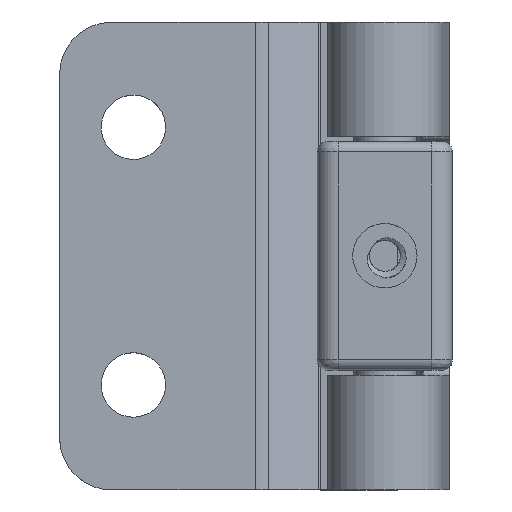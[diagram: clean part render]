
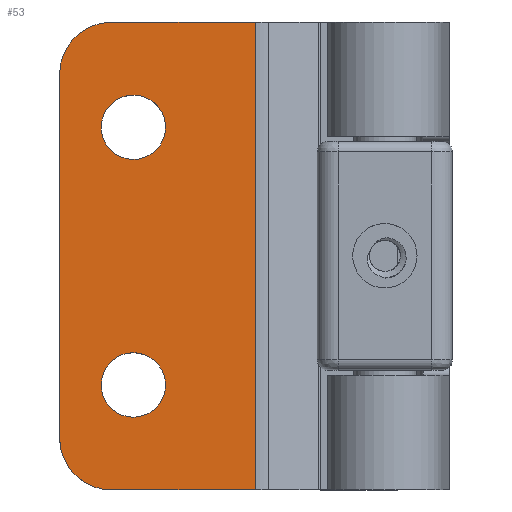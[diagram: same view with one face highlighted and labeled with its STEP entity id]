
A CAD part, top view. The second image highlights one B-rep face of the part: STEP entity #53.
In plain terms, the highlighted planar face has unit normal (0, 0, 1).
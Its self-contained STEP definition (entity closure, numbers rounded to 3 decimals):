
#40=FACE_BOUND('',#290,.T.);
#41=FACE_BOUND('',#291,.T.);
#53=ADVANCED_FACE('',(#170,#40,#41),#1927,.T.);
#170=FACE_OUTER_BOUND('',#289,.T.);
#289=EDGE_LOOP('',(#438,#439,#440,#441,#442,#443));
#290=EDGE_LOOP('',(#444,#445));
#291=EDGE_LOOP('',(#446,#447));
#438=ORIENTED_EDGE('',*,*,#1011,.F.);
#439=ORIENTED_EDGE('',*,*,#1059,.T.);
#440=ORIENTED_EDGE('',*,*,#1007,.F.);
#441=ORIENTED_EDGE('',*,*,#1057,.T.);
#442=ORIENTED_EDGE('',*,*,#1009,.T.);
#443=ORIENTED_EDGE('',*,*,#1010,.F.);
#444=ORIENTED_EDGE('',*,*,#1088,.T.);
#445=ORIENTED_EDGE('',*,*,#1099,.T.);
#446=ORIENTED_EDGE('',*,*,#1095,.T.);
#447=ORIENTED_EDGE('',*,*,#1102,.T.);
#1007=EDGE_CURVE('',#1702,#1701,#1543,.T.);
#1009=EDGE_CURVE('',#1703,#1709,#1545,.T.);
#1010=EDGE_CURVE('',#1710,#1709,#1546,.T.);
#1011=EDGE_CURVE('',#1704,#1710,#1547,.T.);
#1057=EDGE_CURVE('',#1702,#1703,#1340,.T.);
#1059=EDGE_CURVE('',#1704,#1701,#1342,.T.);
#1088=EDGE_CURVE('',#1740,#1743,#1360,.T.);
#1095=EDGE_CURVE('',#1742,#1745,#1362,.T.);
#1099=EDGE_CURVE('',#1743,#1740,#1364,.T.);
#1102=EDGE_CURVE('',#1745,#1742,#1366,.T.);
#1340=TRIMMED_CURVE($,#1438,(#2814),(#2815),.T.,.CARTESIAN.);
#1342=TRIMMED_CURVE($,#1440,(#2820),(#2821),.T.,.CARTESIAN.);
#1360=TRIMMED_CURVE($,#1458,(#2896),(#2897),.T.,.CARTESIAN.);
#1362=TRIMMED_CURVE($,#1460,(#2916),(#2917),.T.,.CARTESIAN.);
#1364=TRIMMED_CURVE($,#1462,(#2926),(#2927),.T.,.CARTESIAN.);
#1366=TRIMMED_CURVE($,#1464,(#2934),(#2935),.T.,.CARTESIAN.);
#1438=CIRCLE('',#2081,5.);
#1440=CIRCLE('',#2083,5.);
#1458=CIRCLE('',#2101,3.1);
#1460=CIRCLE('',#2103,3.1);
#1462=CIRCLE('',#2105,3.1);
#1464=CIRCLE('',#2107,3.1);
#1543=B_SPLINE_CURVE_WITH_KNOTS('',1,(#2662,#2663),.UNSPECIFIED.,.F.,.F.,
(2,2),(5.,40.),.UNSPECIFIED.);
#1545=B_SPLINE_CURVE_WITH_KNOTS('',3,(#2666,#2667,#2668,#2669,#2670,#2671,
#2672,#2673,#2674,#2675,#2676,#2677,#2678,#2679,#2680,#2681,#2682,#2683,
#2684,#2685,#2686,#2687,#2688),.UNSPECIFIED.,.F.,.F.,(4,1,1,1,1,1,1,1,1,
1,1,1,1,1,1,1,1,1,1,1,4),(-41.109,-40.651,-39.466,
-38.874,-38.281,-37.689,-37.393,
-37.096,-36.8,-36.652,-36.504,
-36.356,-36.208,-35.911,-35.615,
-35.319,-34.726,-33.541,-32.356,
-31.171,-30.727),.UNSPECIFIED.);
#1546=B_SPLINE_CURVE_WITH_KNOTS('',1,(#2689,#2690),.UNSPECIFIED.,.F.,.F.,
(2,2),(0.,45.),.UNSPECIFIED.);
#1547=B_SPLINE_CURVE_WITH_KNOTS('',3,(#2691,#2692,#2693,#2694,#2695,#2696,
#2697,#2698,#2699,#2700,#2701,#2702,#2703,#2704,#2705,#2706,#2707,#2708,
#2709,#2710,#2711,#2712,#2713),.UNSPECIFIED.,.F.,.F.,(4,1,1,1,1,1,1,1,1,
1,1,1,1,1,1,1,1,1,1,1,4),(-41.109,-40.651,-39.466,
-38.874,-38.281,-37.689,-37.393,
-37.096,-36.8,-36.652,-36.504,
-36.356,-36.208,-35.911,-35.615,
-35.319,-34.726,-33.541,-32.356,
-31.171,-30.727),.UNSPECIFIED.);
#1701=VERTEX_POINT('',#2584);
#1702=VERTEX_POINT('',#2585);
#1703=VERTEX_POINT('',#2586);
#1704=VERTEX_POINT('',#2587);
#1709=VERTEX_POINT('',#2592);
#1710=VERTEX_POINT('',#2593);
#1740=VERTEX_POINT('',#2623);
#1742=VERTEX_POINT('',#2625);
#1743=VERTEX_POINT('',#2626);
#1745=VERTEX_POINT('',#2628);
#1927=PLANE('',#2045);
#2045=AXIS2_PLACEMENT_3D('',#2529,#2238,$);
#2081=AXIS2_PLACEMENT_3D($,#2813,#2283,#2284);
#2083=AXIS2_PLACEMENT_3D($,#2819,#2287,#2288);
#2101=AXIS2_PLACEMENT_3D($,#2895,#2323,#2324);
#2103=AXIS2_PLACEMENT_3D($,#2915,#2327,#2328);
#2105=AXIS2_PLACEMENT_3D($,#2925,#2331,#2332);
#2107=AXIS2_PLACEMENT_3D($,#2933,#2335,#2336);
#2238=DIRECTION('',(0.,0.,1.));
#2283=DIRECTION('',(0.,0.,1.));
#2284=DIRECTION('',(-1.,0.,0.));
#2287=DIRECTION('',(0.,0.,1.));
#2288=DIRECTION('',(0.,1.,0.));
#2323=DIRECTION('',(0.,0.,-1.));
#2324=DIRECTION('',(1.,-0.018,0.));
#2327=DIRECTION('',(0.,0.,-1.));
#2328=DIRECTION('',(1.,-0.018,0.));
#2331=DIRECTION('',(0.,0.,-1.));
#2332=DIRECTION('',(-1.,0.018,0.));
#2335=DIRECTION('',(0.,0.,-1.));
#2336=DIRECTION('',(-1.,0.018,0.));
#2529=CARTESIAN_POINT('',(-5.067,-22.5,6.26));
#2584=CARTESIAN_POINT('',(-5.067,17.5,6.26));
#2585=CARTESIAN_POINT('',(-5.067,-17.5,6.26));
#2586=CARTESIAN_POINT('',(-0.067,-22.5,6.26));
#2587=CARTESIAN_POINT('',(-0.067,22.5,6.26));
#2592=CARTESIAN_POINT('',(13.784,-22.5,6.26));
#2593=CARTESIAN_POINT('',(13.784,22.5,6.26));
#2623=CARTESIAN_POINT('',(5.132,12.344,6.26));
#2625=CARTESIAN_POINT('',(5.132,-12.456,6.26));
#2626=CARTESIAN_POINT('',(-1.067,12.456,6.26));
#2628=CARTESIAN_POINT('',(-1.067,-12.344,6.26));
#2662=CARTESIAN_POINT('',(-5.067,-17.5,6.26));
#2663=CARTESIAN_POINT('',(-5.067,17.5,6.26));
#2666=CARTESIAN_POINT('',(-0.067,-22.5,6.26));
#2667=CARTESIAN_POINT('',(0.239,-22.5,6.26));
#2668=CARTESIAN_POINT('',(1.35,-22.5,6.26));
#2669=CARTESIAN_POINT('',(2.888,-22.5,6.26));
#2670=CARTESIAN_POINT('',(4.431,-22.5,6.26));
#2671=CARTESIAN_POINT('',(5.515,-22.5,6.26));
#2672=CARTESIAN_POINT('',(6.334,-22.5,6.26));
#2673=CARTESIAN_POINT('',(6.923,-22.5,6.26));
#2674=CARTESIAN_POINT('',(7.328,-22.5,6.26));
#2675=CARTESIAN_POINT('',(7.633,-22.5,6.26));
#2676=CARTESIAN_POINT('',(7.855,-22.5,6.26));
#2677=CARTESIAN_POINT('',(8.008,-22.5,6.26));
#2678=CARTESIAN_POINT('',(8.155,-22.5,6.26));
#2679=CARTESIAN_POINT('',(8.353,-22.5,6.26));
#2680=CARTESIAN_POINT('',(8.6,-22.5,6.26));
#2681=CARTESIAN_POINT('',(8.896,-22.5,6.26));
#2682=CARTESIAN_POINT('',(9.291,-22.5,6.26));
#2683=CARTESIAN_POINT('',(9.982,-22.5,6.26));
#2684=CARTESIAN_POINT('',(10.97,-22.5,6.26));
#2685=CARTESIAN_POINT('',(12.155,-22.5,6.26));
#2686=CARTESIAN_POINT('',(13.093,-22.5,6.26));
#2687=CARTESIAN_POINT('',(13.636,-22.5,6.26));
#2688=CARTESIAN_POINT('',(13.784,-22.5,6.26));
#2689=CARTESIAN_POINT('',(13.784,22.5,6.26));
#2690=CARTESIAN_POINT('',(13.784,-22.5,6.26));
#2691=CARTESIAN_POINT('',(-0.067,22.5,6.26));
#2692=CARTESIAN_POINT('',(0.239,22.5,6.26));
#2693=CARTESIAN_POINT('',(1.35,22.5,6.26));
#2694=CARTESIAN_POINT('',(2.888,22.5,6.26));
#2695=CARTESIAN_POINT('',(4.431,22.5,6.26));
#2696=CARTESIAN_POINT('',(5.515,22.5,6.26));
#2697=CARTESIAN_POINT('',(6.334,22.5,6.26));
#2698=CARTESIAN_POINT('',(6.923,22.5,6.26));
#2699=CARTESIAN_POINT('',(7.328,22.5,6.26));
#2700=CARTESIAN_POINT('',(7.633,22.5,6.26));
#2701=CARTESIAN_POINT('',(7.855,22.5,6.26));
#2702=CARTESIAN_POINT('',(8.008,22.5,6.26));
#2703=CARTESIAN_POINT('',(8.155,22.5,6.26));
#2704=CARTESIAN_POINT('',(8.353,22.5,6.26));
#2705=CARTESIAN_POINT('',(8.6,22.5,6.26));
#2706=CARTESIAN_POINT('',(8.896,22.5,6.26));
#2707=CARTESIAN_POINT('',(9.291,22.5,6.26));
#2708=CARTESIAN_POINT('',(9.982,22.5,6.26));
#2709=CARTESIAN_POINT('',(10.97,22.5,6.26));
#2710=CARTESIAN_POINT('',(12.155,22.5,6.26));
#2711=CARTESIAN_POINT('',(13.093,22.5,6.26));
#2712=CARTESIAN_POINT('',(13.636,22.5,6.26));
#2713=CARTESIAN_POINT('',(13.784,22.5,6.26));
#2813=CARTESIAN_POINT('',(-0.067,-17.5,6.26));
#2814=CARTESIAN_POINT('',(-5.067,-17.5,6.26));
#2815=CARTESIAN_POINT('',(-0.067,-22.5,6.26));
#2819=CARTESIAN_POINT('',(-0.067,17.5,6.26));
#2820=CARTESIAN_POINT('',(-0.067,22.5,6.26));
#2821=CARTESIAN_POINT('',(-5.067,17.5,6.26));
#2895=CARTESIAN_POINT('',(2.033,12.4,6.26));
#2896=CARTESIAN_POINT('',(5.132,12.344,6.26));
#2897=CARTESIAN_POINT('',(-1.067,12.456,6.26));
#2915=CARTESIAN_POINT('',(2.033,-12.4,6.26));
#2916=CARTESIAN_POINT('',(5.132,-12.456,6.26));
#2917=CARTESIAN_POINT('',(-1.067,-12.344,6.26));
#2925=CARTESIAN_POINT('',(2.033,12.4,6.26));
#2926=CARTESIAN_POINT('',(-1.067,12.456,6.26));
#2927=CARTESIAN_POINT('',(5.132,12.344,6.26));
#2933=CARTESIAN_POINT('',(2.033,-12.4,6.26));
#2934=CARTESIAN_POINT('',(-1.067,-12.344,6.26));
#2935=CARTESIAN_POINT('',(5.132,-12.456,6.26));
